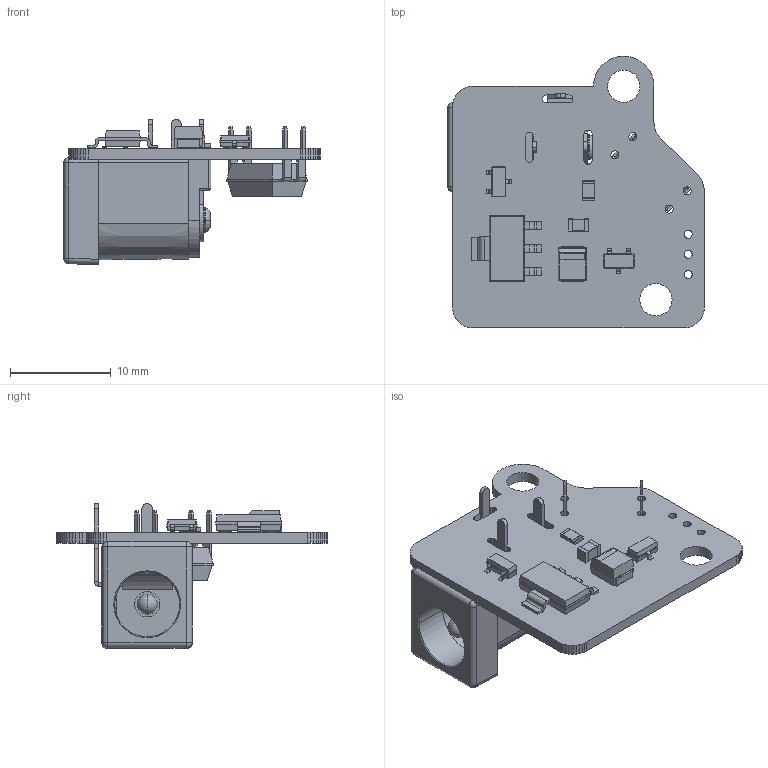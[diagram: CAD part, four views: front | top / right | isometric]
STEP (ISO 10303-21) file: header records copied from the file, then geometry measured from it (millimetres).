
FILE_DESCRIPTION(('KiCad electronic assembly'),'2;1');
FILE_NAME('power_adapter.step','2024-02-03T12:48:05',('Pcbnew'),('Kicad' ),'Open CASCADE STEP processor 7.7','KiCad to STEP converter', 'Unknown');
FILE_SCHEMA(('AUTOMOTIVE_DESIGN { 1 0 10303 214 1 1 1 1 }'));
Length unit declared in the file: millimetre
Products named in the file (16): power_adapter 1; SOT-223; SOT_223; SOT-23; SOT_23; C_0805_2012Metric; CP_EIA-3528-21_Kemet-B; CP_EIA_3528_21_Kemet_B; R_0805_2012Metric; DIP-4_W7.62mm; DC Power Jack 5.5mm x 2.1mm; power_adapter PCB
Assembly tree (16 placements, depth 3):
  power_adapter 1
    SOT-223
      SOT_223
    SOT-23  x2
      SOT_23
    C_0805_2012Metric
      C_0805_2012Metric
    CP_EIA-3528-21_Kemet-B
      CP_EIA_3528_21_Kemet_B
    R_0805_2012Metric
      R_0805_2012Metric
    DIP-4_W7.62mm
      DIP-4_W7.62mm
    DC Power Jack 5.5mm x 2.1mm
      DC Power Jack 5.5mm x 2.1mm
    power_adapter PCB
Bounding box: 25.48 x 26.99 x 14.38 mm (x, y, z)
Volume: 1407.8 mm3; surface area: 3265.7 mm2
Topology: 14 solids, 14 shells, 769 faces, 1965 edges, 1223 vertices
Faces by surface type: plane 499, cylinder 149, bspline 95, sphere 14, torus 6, cone 4, revolution 2
Full cylindrical faces by diameter (mm): 0.8 x7, 3.2 x2
Entity records: 51720 total; most frequent: CARTESIAN_POINT 13856, DIRECTION 6330, LINE 4354, VECTOR 4354, ORIENTED_EDGE 3558, PCURVE 3558, DEFINITIONAL_REPRESENTATION 3558, EDGE_CURVE 1779
